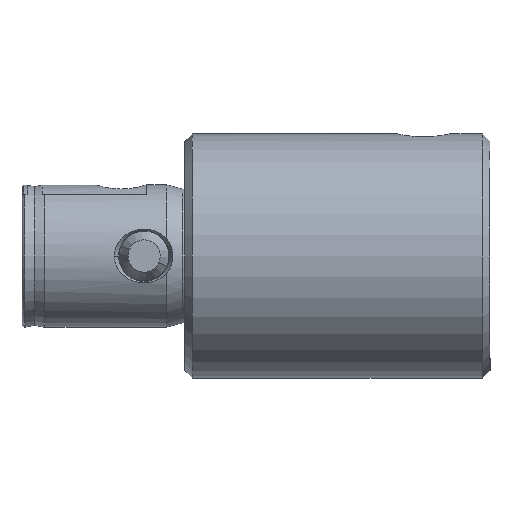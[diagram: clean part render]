
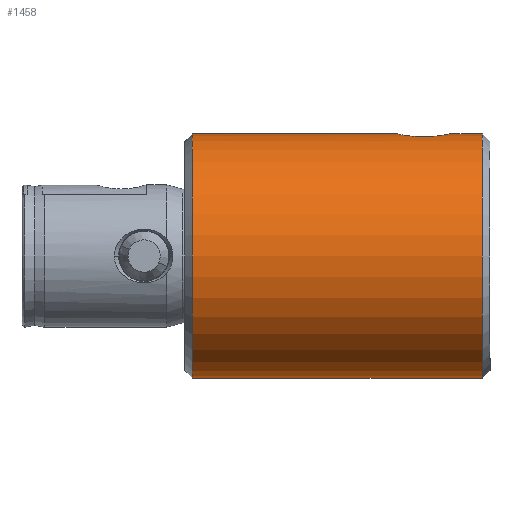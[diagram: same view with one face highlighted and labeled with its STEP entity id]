
A CAD part, front view. The second image highlights one B-rep face of the part: STEP entity #1458.
In plain terms, the highlighted cylindrical face has radius 12 mm (diameter 24 mm), a partial arc.
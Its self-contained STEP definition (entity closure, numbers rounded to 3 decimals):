
#22 = EDGE_CURVE ( 'NONE', #2240, #1887, #179, .T. ) ;
#42 = CARTESIAN_POINT ( 'NONE',  ( 12., 0., 3.95 ) ) ;
#59 = DIRECTION ( 'NONE',  ( 0., 0., -1. ) ) ;
#179 = LINE ( 'NONE', #2374, #3591 ) ;
#198 = CARTESIAN_POINT ( 'NONE',  ( 12., -0.17, 9.15 ) ) ;
#217 = CARTESIAN_POINT ( 'NONE',  ( 11.719, -2.583, 6.21 ) ) ;
#226 = ORIENTED_EDGE ( 'NONE', *, *, #784, .T. ) ;
#234 = CARTESIAN_POINT ( 'NONE',  ( 11.771, -2.336, 7.704 ) ) ;
#297 = CARTESIAN_POINT ( 'NONE',  ( 11.996, -0.343, 9.133 ) ) ;
#355 = VERTEX_POINT ( 'NONE', #42 ) ;
#394 = VERTEX_POINT ( 'NONE', #1665 ) ;
#412 = AXIS2_PLACEMENT_3D ( 'NONE', #3695, #1743, #4026 ) ;
#426 = FACE_OUTER_BOUND ( 'NONE', #3015, .T. ) ;
#556 = CARTESIAN_POINT ( 'NONE',  ( 11.84, -1.959, 8.268 ) ) ;
#573 = CARTESIAN_POINT ( 'NONE',  ( 12., -0.172, 3.95 ) ) ;
#609 = CARTESIAN_POINT ( 'NONE',  ( 11.744, -2.466, 5.709 ) ) ;
#679 = ORIENTED_EDGE ( 'NONE', *, *, #3168, .T. ) ;
#717 = DIRECTION ( 'NONE',  ( 0., 0., -1. ) ) ;
#757 = CIRCLE ( 'NONE', #412, 12. ) ;
#784 = EDGE_CURVE ( 'NONE', #355, #1887, #861, .T. ) ;
#805 = VECTOR ( 'NONE', #717, 1000. ) ;
#834 = CARTESIAN_POINT ( 'NONE',  ( 11.715, -2.6, 6.379 ) ) ;
#847 = VECTOR ( 'NONE', #1192, 1000. ) ;
#861 = B_SPLINE_CURVE_WITH_KNOTS ( 'NONE', 3,
 ( #1538, #573, #3579, #2931, #3257, #3893, #1602, #4204, #2611, #2184, #1873, #609, #2264, #217, #834, #1573, #1248, #3546, #4178, #234, #3563, #1845, #556, #1900, #3245, #911, #1936, #1889, #2897, #297, #198, #3812 ),
 .UNSPECIFIED., .F., .F.,
 ( 4, 2, 2, 2, 2, 2, 2, 2, 2, 2, 2, 2, 2, 2, 2, 4 ),
 ( 0., 0.001, 0.001, 0.002, 0.002, 0.003, 0.004, 0.004, 0.005, 0.005, 0.006, 0.006, 0.007, 0.007, 0.008, 0.008 ),
 .UNSPECIFIED. ) ;
#906 = LINE ( 'NONE', #2722, #805 ) ;
#911 = CARTESIAN_POINT ( 'NONE',  ( 11.93, -1.306, 8.805 ) ) ;
#1046 = DIRECTION ( 'NONE',  ( -1., 0., 0. ) ) ;
#1052 = CARTESIAN_POINT ( 'NONE',  ( 12., 0., 29.25 ) ) ;
#1064 = CARTESIAN_POINT ( 'NONE',  ( -12., 0., 29.25 ) ) ;
#1192 = DIRECTION ( 'NONE',  ( 0., 0., -1. ) ) ;
#1208 = CARTESIAN_POINT ( 'NONE',  ( -12., 0., 30. ) ) ;
#1248 = CARTESIAN_POINT ( 'NONE',  ( 11.719, -2.583, 6.892 ) ) ;
#1458 = ADVANCED_FACE ( 'NONE', ( #426 ), #2075, .T. ) ;
#1538 = CARTESIAN_POINT ( 'NONE',  ( 12., 0., 3.95 ) ) ;
#1573 = CARTESIAN_POINT ( 'NONE',  ( 11.715, -2.6, 6.719 ) ) ;
#1602 = CARTESIAN_POINT ( 'NONE',  ( 11.93, -1.304, 4.294 ) ) ;
#1665 = CARTESIAN_POINT ( 'NONE',  ( 12., 0., 0.75 ) ) ;
#1720 = DIRECTION ( 'NONE',  ( 0., 0., -1. ) ) ;
#1743 = DIRECTION ( 'NONE',  ( 0., 0., 1. ) ) ;
#1745 = DIRECTION ( 'NONE',  ( 0., 0., -1. ) ) ;
#1845 = CARTESIAN_POINT ( 'NONE',  ( 11.821, -2.067, 8.136 ) ) ;
#1860 = ORIENTED_EDGE ( 'NONE', *, *, #22, .F. ) ;
#1873 = CARTESIAN_POINT ( 'NONE',  ( 11.784, -2.271, 5.24 ) ) ;
#1887 = VERTEX_POINT ( 'NONE', #2872 ) ;
#1889 = CARTESIAN_POINT ( 'NONE',  ( 11.972, -0.839, 9.017 ) ) ;
#1900 = CARTESIAN_POINT ( 'NONE',  ( 11.877, -1.718, 8.509 ) ) ;
#1936 = CARTESIAN_POINT ( 'NONE',  ( 11.945, -1.153, 8.886 ) ) ;
#2007 = VERTEX_POINT ( 'NONE', #4165 ) ;
#2050 = ORIENTED_EDGE ( 'NONE', *, *, #3924, .F. ) ;
#2075 = CYLINDRICAL_SURFACE ( 'NONE', #2901, 12. ) ;
#2161 = ORIENTED_EDGE ( 'NONE', *, *, #3629, .T. ) ;
#2184 = CARTESIAN_POINT ( 'NONE',  ( 11.821, -2.078, 4.951 ) ) ;
#2240 = VERTEX_POINT ( 'NONE', #1052 ) ;
#2264 = CARTESIAN_POINT ( 'NONE',  ( 11.733, -2.516, 5.874 ) ) ;
#2374 = CARTESIAN_POINT ( 'NONE',  ( 12., 0., 30. ) ) ;
#2407 = ORIENTED_EDGE ( 'NONE', *, *, #3969, .T. ) ;
#2592 = CIRCLE ( 'NONE', #3350, 12. ) ;
#2611 = CARTESIAN_POINT ( 'NONE',  ( 11.877, -1.719, 4.592 ) ) ;
#2656 = LINE ( 'NONE', #1208, #847 ) ;
#2722 = CARTESIAN_POINT ( 'NONE',  ( 12., 0., 30. ) ) ;
#2872 = CARTESIAN_POINT ( 'NONE',  ( 12., 0., 9.15 ) ) ;
#2897 = CARTESIAN_POINT ( 'NONE',  ( 11.982, -0.677, 9.066 ) ) ;
#2901 = AXIS2_PLACEMENT_3D ( 'NONE', #4021, #1720, #1046 ) ;
#2931 = CARTESIAN_POINT ( 'NONE',  ( 11.982, -0.675, 4.033 ) ) ;
#3015 = EDGE_LOOP ( 'NONE', ( #1860, #2407, #2161, #679, #2050, #226 ) ) ;
#3168 = EDGE_CURVE ( 'NONE', #2007, #394, #757, .T. ) ;
#3245 = CARTESIAN_POINT ( 'NONE',  ( 11.895, -1.587, 8.617 ) ) ;
#3257 = CARTESIAN_POINT ( 'NONE',  ( 11.972, -0.84, 4.084 ) ) ;
#3350 = AXIS2_PLACEMENT_3D ( 'NONE', #3701, #1745, #4030 ) ;
#3546 = CARTESIAN_POINT ( 'NONE',  ( 11.733, -2.516, 7.226 ) ) ;
#3563 = CARTESIAN_POINT ( 'NONE',  ( 11.787, -2.255, 7.855 ) ) ;
#3579 = CARTESIAN_POINT ( 'NONE',  ( 11.996, -0.342, 3.967 ) ) ;
#3591 = VECTOR ( 'NONE', #59, 1000. ) ;
#3629 = EDGE_CURVE ( 'NONE', #4006, #2007, #2656, .T. ) ;
#3695 = CARTESIAN_POINT ( 'NONE',  ( 0., 0., 0.75 ) ) ;
#3701 = CARTESIAN_POINT ( 'NONE',  ( 0., 0., 29.25 ) ) ;
#3812 = CARTESIAN_POINT ( 'NONE',  ( 12., 0., 9.15 ) ) ;
#3893 = CARTESIAN_POINT ( 'NONE',  ( 11.945, -1.155, 4.214 ) ) ;
#3924 = EDGE_CURVE ( 'NONE', #355, #394, #906, .T. ) ;
#3969 = EDGE_CURVE ( 'NONE', #2240, #4006, #2592, .T. ) ;
#4006 = VERTEX_POINT ( 'NONE', #1064 ) ;
#4021 = CARTESIAN_POINT ( 'NONE',  ( 0., 0., 30. ) ) ;
#4026 = DIRECTION ( 'NONE',  ( 1., 0., 0. ) ) ;
#4030 = DIRECTION ( 'NONE',  ( 1., 0., 0. ) ) ;
#4165 = CARTESIAN_POINT ( 'NONE',  ( -12., 0., 0.75 ) ) ;
#4178 = CARTESIAN_POINT ( 'NONE',  ( 11.744, -2.467, 7.388 ) ) ;
#4204 = CARTESIAN_POINT ( 'NONE',  ( 11.896, -1.586, 4.483 ) ) ;
